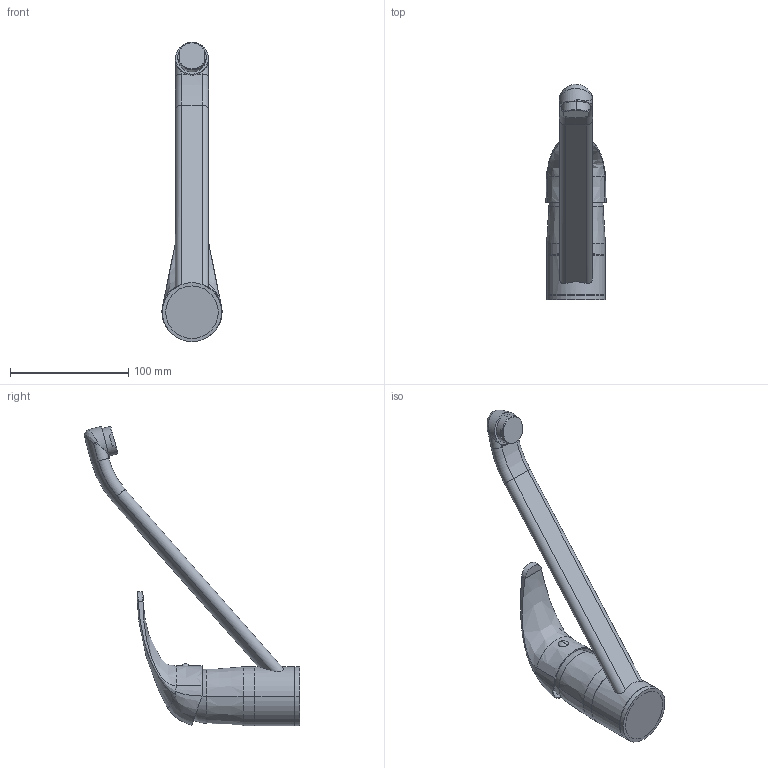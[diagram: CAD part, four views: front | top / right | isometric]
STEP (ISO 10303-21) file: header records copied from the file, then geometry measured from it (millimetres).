
FILE_DESCRIPTION((''),'2;1');
FILE_NAME('ND182TCR','2021-11-10T10:03:03',('ut3'),('PAFFONI SpA'),'CREO PARAMETRIC BY PTC INC, 2020044','CREO PARAMETRIC BY PTC INC, 2020044','');
FILE_SCHEMA(('CONFIG_CONTROL_DESIGN','SHAPE_APPEARANCE_LAYERS_GROUPS'));
Length unit declared in the file: millimetre
Products named in the file (1): ND182TCR
Bounding box: 51 x 182.34 x 253.52 mm (x, y, z)
Volume: 213012 mm3; surface area: 80097.4 mm2
Topology: 2 solids, 2 shells, 246 faces, 580 edges, 356 vertices
Faces by surface type: cylinder 91, plane 74, cone 50, bspline 22, torus 7, sphere 2
Entity records: 11963 total; most frequent: CARTESIAN_POINT 4690, DIRECTION 1149, ORIENTED_EDGE 1132, EDGE_CURVE 566, AXIS2_PLACEMENT_3D 455, VERTEX_POINT 356, EDGE_LOOP 282, FACE_OUTER_BOUND 246
